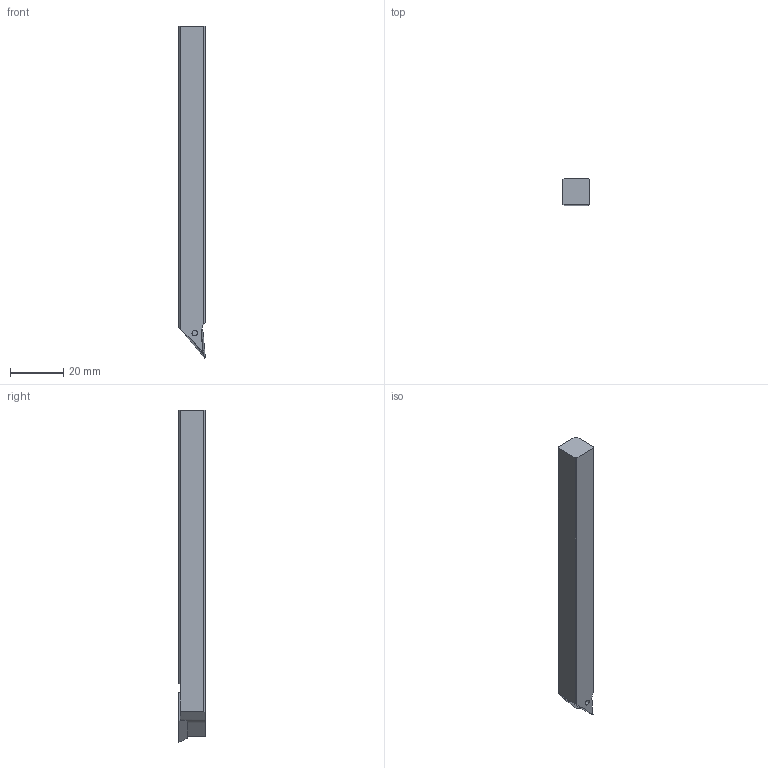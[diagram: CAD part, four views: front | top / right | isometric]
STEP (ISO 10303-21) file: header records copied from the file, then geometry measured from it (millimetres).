
FILE_DESCRIPTION(/* description */ (''),/* implementation_level */ '2;1');
FILE_NAME(/* name */ 'SVLPL1010K11-SM_MR0_2.stp',/* time_stamp */ '2023-02-09T12:51:28+09:00',/* author */ (''),/* organization */ (''),/* preprocessor_version */ 'ST-DEVELOPER v16',/* originating_system */ 'SIEMENS PLM Software NX 10.0',/* authorisation */ '');
FILE_SCHEMA (('AUTOMOTIVE_DESIGN { 1 0 10303 214 3 1 1 1 }'));
Length unit declared in the file: millimetre
Products named in the file (1): SVLPL1010K11-SM_MR0_2_ASM
Bounding box: 10 x 10.04 x 125 mm (x, y, z)
Volume: 11600.2 mm3; surface area: 5158.2 mm2
Topology: 2 solids, 2 shells, 82 faces, 239 edges, 170 vertices
Faces by surface type: plane 31, cylinder 31, cone 14, torus 4, bspline 2
Entity records: 3126 total; most frequent: CARTESIAN_POINT 819, DIRECTION 481, ORIENTED_EDGE 446, EDGE_CURVE 223, AXIS2_PLACEMENT_3D 182, VERTEX_POINT 149, LINE 117, VECTOR 117
